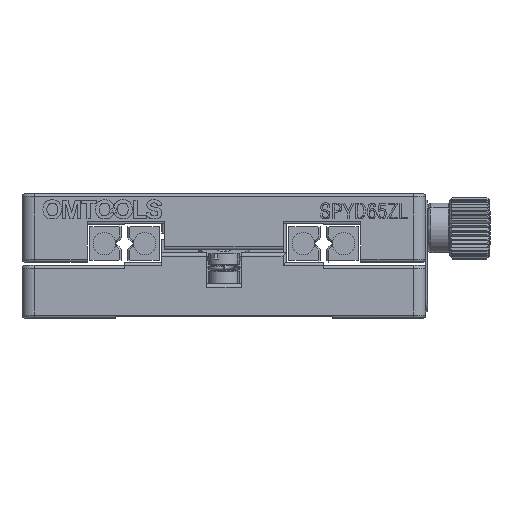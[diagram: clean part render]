
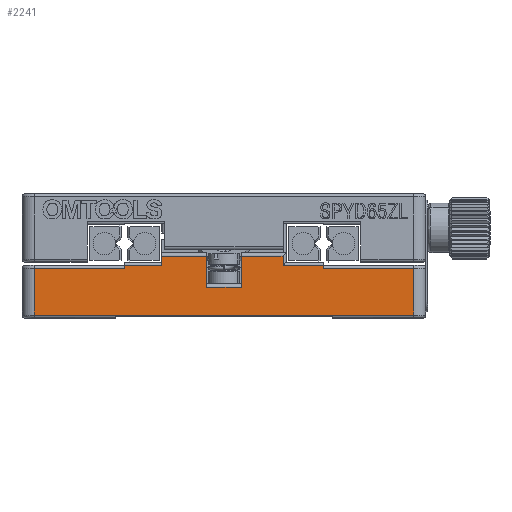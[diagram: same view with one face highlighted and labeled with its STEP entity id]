
A CAD part, front view. The second image highlights one B-rep face of the part: STEP entity #2241.
In plain terms, the highlighted planar face has unit normal (0, -1, 0).
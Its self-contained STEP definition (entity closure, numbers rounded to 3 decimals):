
#151 = VERTEX_POINT ( 'NONE', #5031 ) ;
#438 = CARTESIAN_POINT ( 'NONE',  ( 2.75, -32.5, 10. ) ) ;
#466 = CARTESIAN_POINT ( 'NONE',  ( -30.5, -32.5, 0.5 ) ) ;
#508 = CARTESIAN_POINT ( 'NONE',  ( -30.5, -32.5, 8. ) ) ;
#641 = VERTEX_POINT ( 'NONE', #8035 ) ;
#642 = LINE ( 'NONE', #24183, #10037 ) ;
#703 = VECTOR ( 'NONE', #5396, 1000. ) ;
#803 = EDGE_CURVE ( 'NONE', #1242, #12619, #642, .T. ) ;
#920 = ORIENTED_EDGE ( 'NONE', *, *, #13821, .T. ) ;
#1242 = VERTEX_POINT ( 'NONE', #12616 ) ;
#1355 = ORIENTED_EDGE ( 'NONE', *, *, #13878, .T. ) ;
#2004 = DIRECTION ( 'NONE',  ( 0., 1., 0. ) ) ;
#2241 = ADVANCED_FACE ( 'NONE', ( #4316 ), #26891, .F. ) ;
#2269 = CARTESIAN_POINT ( 'NONE',  ( -10., -32.5, 8.5 ) ) ;
#2502 = DIRECTION ( 'NONE',  ( -1., 0., 0. ) ) ;
#2599 = CARTESIAN_POINT ( 'NONE',  ( -16., -32.5, 8.5 ) ) ;
#2776 = ORIENTED_EDGE ( 'NONE', *, *, #18311, .T. ) ;
#3412 = DIRECTION ( 'NONE',  ( -1., 0., 0. ) ) ;
#3488 = DIRECTION ( 'NONE',  ( -1., 0., 0. ) ) ;
#3548 = CARTESIAN_POINT ( 'NONE',  ( 16., -32.5, 10.5 ) ) ;
#3943 = ORIENTED_EDGE ( 'NONE', *, *, #26586, .T. ) ;
#4137 = LINE ( 'NONE', #21646, #6195 ) ;
#4307 = VECTOR ( 'NONE', #28574, 1000. ) ;
#4316 = FACE_OUTER_BOUND ( 'NONE', #21615, .T. ) ;
#4370 = LINE ( 'NONE', #11265, #9937 ) ;
#4463 = DIRECTION ( 'NONE',  ( 0., 0., 1. ) ) ;
#4814 = DIRECTION ( 'NONE',  ( 1., 0., 0. ) ) ;
#5031 = CARTESIAN_POINT ( 'NONE',  ( 9.5, -32.5, 8.5 ) ) ;
#5389 = LINE ( 'NONE', #25210, #19954 ) ;
#5396 = DIRECTION ( 'NONE',  ( 0., 0., 1. ) ) ;
#5504 = ORIENTED_EDGE ( 'NONE', *, *, #803, .T. ) ;
#5713 = CARTESIAN_POINT ( 'NONE',  ( -32.5, -32.5, 5. ) ) ;
#5847 = LINE ( 'NONE', #25652, #17760 ) ;
#5928 = VERTEX_POINT ( 'NONE', #20395 ) ;
#6150 = LINE ( 'NONE', #14465, #11439 ) ;
#6195 = VECTOR ( 'NONE', #20270, 1000. ) ;
#6973 = ORIENTED_EDGE ( 'NONE', *, *, #21073, .T. ) ;
#6981 = EDGE_CURVE ( 'NONE', #7019, #27452, #4137, .T. ) ;
#7019 = VERTEX_POINT ( 'NONE', #24863 ) ;
#7030 = DIRECTION ( 'NONE',  ( -1., 0., 0. ) ) ;
#7721 = LINE ( 'NONE', #16033, #703 ) ;
#8035 = CARTESIAN_POINT ( 'NONE',  ( 16., -32.5, 8.5 ) ) ;
#8310 = VECTOR ( 'NONE', #7030, 1000. ) ;
#8465 = CARTESIAN_POINT ( 'NONE',  ( -32.5, -32.5, 8.5 ) ) ;
#9876 = EDGE_CURVE ( 'NONE', #27452, #26717, #24675, .T. ) ;
#9937 = VECTOR ( 'NONE', #4814, 1000. ) ;
#9983 = VECTOR ( 'NONE', #25650, 1000. ) ;
#10037 = VECTOR ( 'NONE', #2502, 1000. ) ;
#10206 = CARTESIAN_POINT ( 'NONE',  ( 30.5, -32.5, 8. ) ) ;
#10570 = VECTOR ( 'NONE', #19300, 1000. ) ;
#11072 = ORIENTED_EDGE ( 'NONE', *, *, #19139, .T. ) ;
#11212 = VERTEX_POINT ( 'NONE', #18926 ) ;
#11265 = CARTESIAN_POINT ( 'NONE',  ( -32.5, -32.5, 0.5 ) ) ;
#11439 = VECTOR ( 'NONE', #22279, 1000. ) ;
#11500 = ORIENTED_EDGE ( 'NONE', *, *, #22027, .F. ) ;
#11609 = VECTOR ( 'NONE', #19581, 1000. ) ;
#11639 = EDGE_CURVE ( 'NONE', #28502, #13531, #19504, .T. ) ;
#12616 = CARTESIAN_POINT ( 'NONE',  ( -2.75, -32.5, 10. ) ) ;
#12619 = VERTEX_POINT ( 'NONE', #27675 ) ;
#12782 = CARTESIAN_POINT ( 'NONE',  ( 16., -32.5, 8. ) ) ;
#13280 = ORIENTED_EDGE ( 'NONE', *, *, #26086, .T. ) ;
#13531 = VERTEX_POINT ( 'NONE', #508 ) ;
#13792 = CARTESIAN_POINT ( 'NONE',  ( 9.5, -32.5, 10.5 ) ) ;
#13821 = EDGE_CURVE ( 'NONE', #19587, #5928, #18249, .T. ) ;
#13878 = EDGE_CURVE ( 'NONE', #25542, #7019, #4370, .T. ) ;
#14037 = DIRECTION ( 'NONE',  ( 0., 0., -1. ) ) ;
#14117 = EDGE_CURVE ( 'NONE', #26185, #1242, #5847, .T. ) ;
#14329 = ORIENTED_EDGE ( 'NONE', *, *, #27546, .T. ) ;
#14465 = CARTESIAN_POINT ( 'NONE',  ( -30.5, -32.5, 10.5 ) ) ;
#15301 = VECTOR ( 'NONE', #14037, 1000. ) ;
#15611 = LINE ( 'NONE', #27136, #10570 ) ;
#15922 = CARTESIAN_POINT ( 'NONE',  ( 16., -32.5, 8. ) ) ;
#16033 = CARTESIAN_POINT ( 'NONE',  ( -10., -32.5, 9. ) ) ;
#16255 = CARTESIAN_POINT ( 'NONE',  ( -30.5, -32.5, 8. ) ) ;
#16393 = EDGE_CURVE ( 'NONE', #23202, #28502, #5389, .T. ) ;
#17341 = CARTESIAN_POINT ( 'NONE',  ( -16., -32.5, 8. ) ) ;
#17760 = VECTOR ( 'NONE', #4463, 1000. ) ;
#18249 = LINE ( 'NONE', #19119, #15301 ) ;
#18311 = EDGE_CURVE ( 'NONE', #641, #151, #28344, .T. ) ;
#18463 = CARTESIAN_POINT ( 'NONE',  ( 2.75, -32.5, 10. ) ) ;
#18926 = CARTESIAN_POINT ( 'NONE',  ( 9.5, -32.5, 10. ) ) ;
#19119 = CARTESIAN_POINT ( 'NONE',  ( 2.75, -32.5, 10.5 ) ) ;
#19139 = EDGE_CURVE ( 'NONE', #22250, #23202, #15611, .T. ) ;
#19300 = DIRECTION ( 'NONE',  ( -1., 0., 0. ) ) ;
#19504 = LINE ( 'NONE', #16255, #8310 ) ;
#19581 = DIRECTION ( 'NONE',  ( -1., 0., 0. ) ) ;
#19587 = VERTEX_POINT ( 'NONE', #18463 ) ;
#19954 = VECTOR ( 'NONE', #28488, 1000. ) ;
#20270 = DIRECTION ( 'NONE',  ( 0., 0., 1. ) ) ;
#20395 = CARTESIAN_POINT ( 'NONE',  ( 2.75, -32.5, 5. ) ) ;
#21073 = EDGE_CURVE ( 'NONE', #26717, #641, #28467, .T. ) ;
#21615 = EDGE_LOOP ( 'NONE', ( #24923, #26735, #6973, #2776, #14329, #22631, #920, #3943, #24851, #5504, #11500, #11072, #23985, #27933, #13280, #1355 ) ) ;
#21646 = CARTESIAN_POINT ( 'NONE',  ( 30.5, -32.5, 10.5 ) ) ;
#22027 = EDGE_CURVE ( 'NONE', #22250, #12619, #7721, .T. ) ;
#22245 = VECTOR ( 'NONE', #3412, 1000. ) ;
#22250 = VERTEX_POINT ( 'NONE', #2269 ) ;
#22279 = DIRECTION ( 'NONE',  ( 0., 0., -1. ) ) ;
#22527 = LINE ( 'NONE', #13792, #4307 ) ;
#22631 = ORIENTED_EDGE ( 'NONE', *, *, #24004, .T. ) ;
#23202 = VERTEX_POINT ( 'NONE', #2599 ) ;
#23970 = AXIS2_PLACEMENT_3D ( 'NONE', #27370, #2004, #24596 ) ;
#23985 = ORIENTED_EDGE ( 'NONE', *, *, #16393, .T. ) ;
#23988 = LINE ( 'NONE', #438, #26231 ) ;
#24004 = EDGE_CURVE ( 'NONE', #11212, #19587, #23988, .T. ) ;
#24183 = CARTESIAN_POINT ( 'NONE',  ( -10., -32.5, 10. ) ) ;
#24596 = DIRECTION ( 'NONE',  ( 0., 0., 1. ) ) ;
#24609 = LINE ( 'NONE', #5713, #22245 ) ;
#24675 = LINE ( 'NONE', #15922, #25439 ) ;
#24851 = ORIENTED_EDGE ( 'NONE', *, *, #14117, .T. ) ;
#24863 = CARTESIAN_POINT ( 'NONE',  ( 30.5, -32.5, 0.5 ) ) ;
#24923 = ORIENTED_EDGE ( 'NONE', *, *, #6981, .T. ) ;
#25210 = CARTESIAN_POINT ( 'NONE',  ( -16., -32.5, 10.5 ) ) ;
#25439 = VECTOR ( 'NONE', #3488, 1000. ) ;
#25542 = VERTEX_POINT ( 'NONE', #466 ) ;
#25650 = DIRECTION ( 'NONE',  ( 0., 0., 1. ) ) ;
#25652 = CARTESIAN_POINT ( 'NONE',  ( -2.75, -32.5, 10.5 ) ) ;
#25835 = DIRECTION ( 'NONE',  ( -1., 0., 0. ) ) ;
#26036 = CARTESIAN_POINT ( 'NONE',  ( -2.75, -32.5, 5. ) ) ;
#26086 = EDGE_CURVE ( 'NONE', #13531, #25542, #6150, .T. ) ;
#26185 = VERTEX_POINT ( 'NONE', #26036 ) ;
#26231 = VECTOR ( 'NONE', #25835, 1000. ) ;
#26586 = EDGE_CURVE ( 'NONE', #5928, #26185, #24609, .T. ) ;
#26717 = VERTEX_POINT ( 'NONE', #12782 ) ;
#26735 = ORIENTED_EDGE ( 'NONE', *, *, #9876, .T. ) ;
#26891 = PLANE ( 'NONE',  #23970 ) ;
#27136 = CARTESIAN_POINT ( 'NONE',  ( -16., -32.5, 8.5 ) ) ;
#27370 = CARTESIAN_POINT ( 'NONE',  ( -32.5, -32.5, 10.5 ) ) ;
#27452 = VERTEX_POINT ( 'NONE', #10206 ) ;
#27546 = EDGE_CURVE ( 'NONE', #151, #11212, #22527, .T. ) ;
#27675 = CARTESIAN_POINT ( 'NONE',  ( -10., -32.5, 10. ) ) ;
#27933 = ORIENTED_EDGE ( 'NONE', *, *, #11639, .T. ) ;
#28344 = LINE ( 'NONE', #8465, #11609 ) ;
#28467 = LINE ( 'NONE', #3548, #9983 ) ;
#28488 = DIRECTION ( 'NONE',  ( 0., 0., -1. ) ) ;
#28502 = VERTEX_POINT ( 'NONE', #17341 ) ;
#28574 = DIRECTION ( 'NONE',  ( 0., 0., 1. ) ) ;
